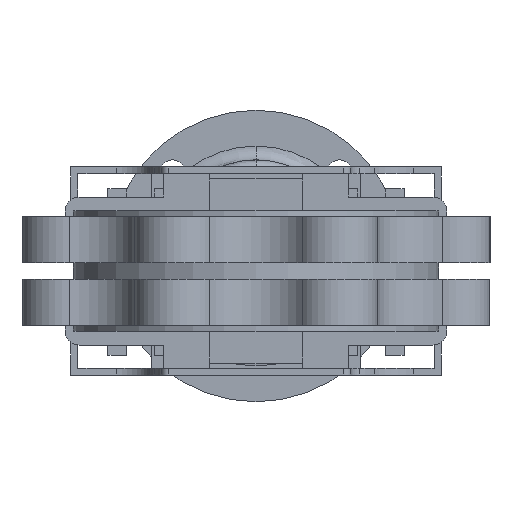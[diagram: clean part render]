
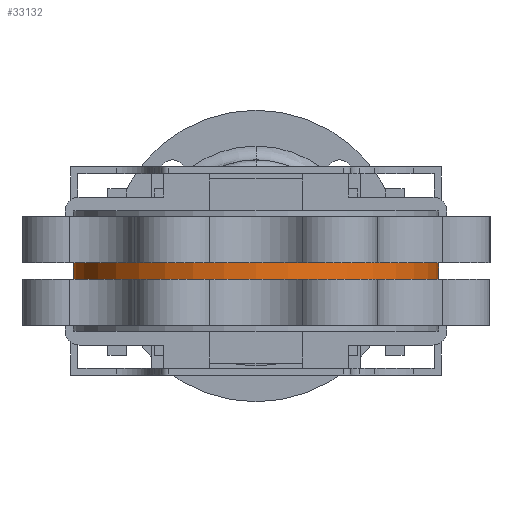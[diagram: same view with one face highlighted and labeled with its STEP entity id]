
A CAD part, front view. The second image highlights one B-rep face of the part: STEP entity #33132.
In plain terms, the highlighted cylindrical face has radius 79 mm (diameter 158 mm), a partial arc.
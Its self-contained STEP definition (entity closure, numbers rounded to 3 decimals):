
#1782 = EDGE_LOOP ( 'NONE', ( #24464, #39959, #3715, #18842 ) ) ;
#2637 = DIRECTION ( 'NONE',  ( 0., 0., -1. ) ) ;
#3468 = CIRCLE ( 'NONE', #43467, 79. ) ;
#3715 = ORIENTED_EDGE ( 'NONE', *, *, #16869, .T. ) ;
#6273 = DIRECTION ( 'NONE',  ( 0., 0., 1. ) ) ;
#8019 = VERTEX_POINT ( 'NONE', #25659 ) ;
#8496 = VECTOR ( 'NONE', #2637, 1000. ) ;
#9272 = VERTEX_POINT ( 'NONE', #25798 ) ;
#9973 = DIRECTION ( 'NONE',  ( 0., 0., 1. ) ) ;
#11120 = DIRECTION ( 'NONE',  ( 0., 0., -1. ) ) ;
#16372 = DIRECTION ( 'NONE',  ( 1., 0., 0. ) ) ;
#16869 = EDGE_CURVE ( 'NONE', #9272, #33442, #43095, .T. ) ;
#17519 = VERTEX_POINT ( 'NONE', #37377 ) ;
#18244 = DIRECTION ( 'NONE',  ( 0., 0., -1. ) ) ;
#18842 = ORIENTED_EDGE ( 'NONE', *, *, #24234, .T. ) ;
#18893 = CARTESIAN_POINT ( 'NONE',  ( -79., 0., 20. ) ) ;
#19590 = CARTESIAN_POINT ( 'NONE',  ( 79., 0., 27. ) ) ;
#20433 = FACE_OUTER_BOUND ( 'NONE', #1782, .T. ) ;
#23014 = AXIS2_PLACEMENT_3D ( 'NONE', #38666, #11120, #35342 ) ;
#23946 = CIRCLE ( 'NONE', #32765, 79. ) ;
#24234 = EDGE_CURVE ( 'NONE', #33442, #17519, #3468, .T. ) ;
#24464 = ORIENTED_EDGE ( 'NONE', *, *, #35983, .F. ) ;
#24477 = LINE ( 'NONE', #19590, #8496 ) ;
#25659 = CARTESIAN_POINT ( 'NONE',  ( 79., 0., 27. ) ) ;
#25798 = CARTESIAN_POINT ( 'NONE',  ( -79., 0., 27. ) ) ;
#32765 = AXIS2_PLACEMENT_3D ( 'NONE', #40969, #9973, #37204 ) ;
#33132 = ADVANCED_FACE ( 'NONE', ( #20433 ), #42872, .T. ) ;
#33442 = VERTEX_POINT ( 'NONE', #18893 ) ;
#35342 = DIRECTION ( 'NONE',  ( -1., 0., 0. ) ) ;
#35983 = EDGE_CURVE ( 'NONE', #8019, #17519, #24477, .T. ) ;
#36936 = CARTESIAN_POINT ( 'NONE',  ( 0., 0., 20. ) ) ;
#37204 = DIRECTION ( 'NONE',  ( 1., 0., 0. ) ) ;
#37377 = CARTESIAN_POINT ( 'NONE',  ( 79., 0., 20. ) ) ;
#38666 = CARTESIAN_POINT ( 'NONE',  ( 0., 0., 27. ) ) ;
#38702 = CARTESIAN_POINT ( 'NONE',  ( -79., 0., 27. ) ) ;
#39959 = ORIENTED_EDGE ( 'NONE', *, *, #42350, .F. ) ;
#40969 = CARTESIAN_POINT ( 'NONE',  ( 0., 0., 27. ) ) ;
#42350 = EDGE_CURVE ( 'NONE', #9272, #8019, #23946, .T. ) ;
#42872 = CYLINDRICAL_SURFACE ( 'NONE', #23014, 79. ) ;
#43095 = LINE ( 'NONE', #38702, #43641 ) ;
#43467 = AXIS2_PLACEMENT_3D ( 'NONE', #36936, #6273, #16372 ) ;
#43641 = VECTOR ( 'NONE', #18244, 1000. ) ;
